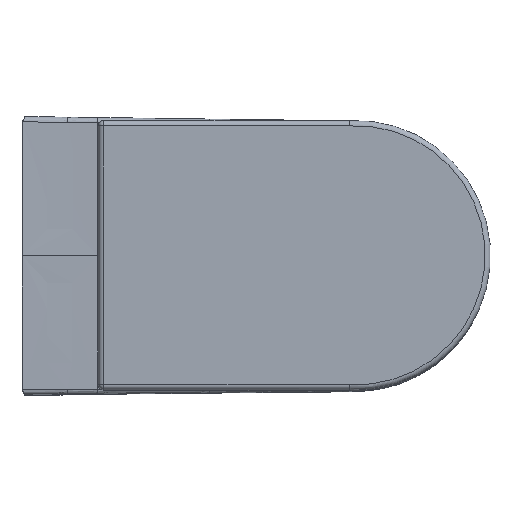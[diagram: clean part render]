
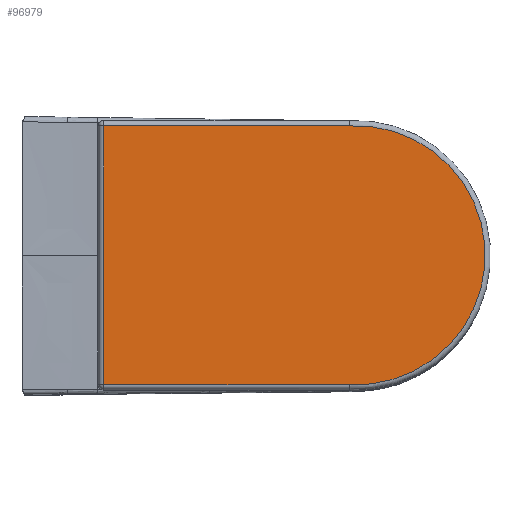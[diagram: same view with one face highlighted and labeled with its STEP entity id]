
A CAD part, top view. The second image highlights one B-rep face of the part: STEP entity #96979.
In plain terms, the highlighted planar face has unit normal (0, 0, 1).
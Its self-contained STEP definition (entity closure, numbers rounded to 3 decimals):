
#96662=CARTESIAN_POINT('',(-272.88,171.582,40.0));
#96663=VERTEX_POINT('',#96662);
#96736=CARTESIAN_POINT('',(53.335,171.582,40.0));
#96737=VERTEX_POINT('',#96736);
#96738=CARTESIAN_POINT('',(-272.88,171.582,40.0));
#96739=DIRECTION('',(1.0,0.0,0.0));
#96740=VECTOR('',#96739,326.215);
#96741=LINE('',#96738,#96740);
#96742=EDGE_CURVE('',#96663,#96737,#96741,.T.);
#96771=CARTESIAN_POINT('',(-272.88,-171.582,40.0));
#96772=VERTEX_POINT('',#96771);
#96836=CARTESIAN_POINT('',(53.036,-171.582,40.0));
#96837=VERTEX_POINT('',#96836);
#96838=CARTESIAN_POINT('',(61.239,-0.007,40.0));
#96839=DIRECTION('',(0.0,0.0,-1.0));
#96840=DIRECTION('',(1.,-0.001,0.0));
#96841=AXIS2_PLACEMENT_3D('',#96838,#96839,#96840);
#96842=CIRCLE('',#96841,171.77);
#96843=EDGE_CURVE('',#96737,#96837,#96842,.T.);
#96880=CARTESIAN_POINT('',(53.036,-171.582,40.0));
#96881=DIRECTION('',(-1.0,0.0,0.0));
#96882=VECTOR('',#96881,325.916);
#96883=LINE('',#96880,#96882);
#96884=EDGE_CURVE('',#96837,#96772,#96883,.T.);
#96910=CARTESIAN_POINT('',(-272.88,-171.582,40.0));
#96911=DIRECTION('',(0.0,1.0,0.0));
#96912=VECTOR('',#96911,343.163);
#96913=LINE('',#96910,#96912);
#96914=EDGE_CURVE('',#96772,#96663,#96913,.T.);
#96968=CARTESIAN_POINT('',(-51.827,0.001,40.0));
#96969=DIRECTION('',(0.0,0.0,1.0));
#96970=DIRECTION('',(1.0,0.0,0.0));
#96971=AXIS2_PLACEMENT_3D('',#96968,#96969,#96970);
#96972=PLANE('',#96971);
#96973=ORIENTED_EDGE('',*,*,#96742,.F.);
#96974=ORIENTED_EDGE('',*,*,#96914,.F.);
#96975=ORIENTED_EDGE('',*,*,#96884,.F.);
#96976=ORIENTED_EDGE('',*,*,#96843,.F.);
#96977=EDGE_LOOP('',(#96973,#96974,#96975,#96976));
#96978=FACE_OUTER_BOUND('',#96977,.T.);
#96979=ADVANCED_FACE('',(#96978),#96972,.T.);
